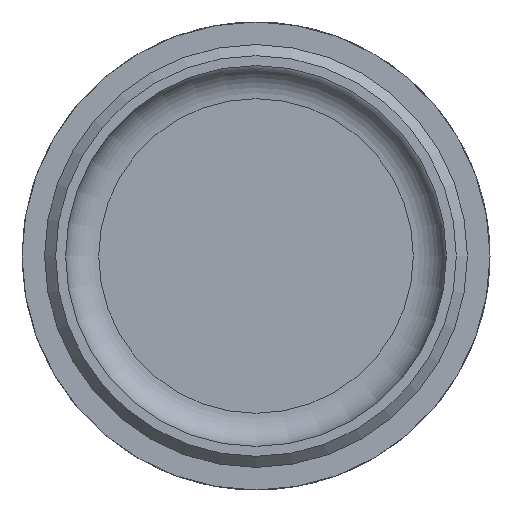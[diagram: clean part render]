
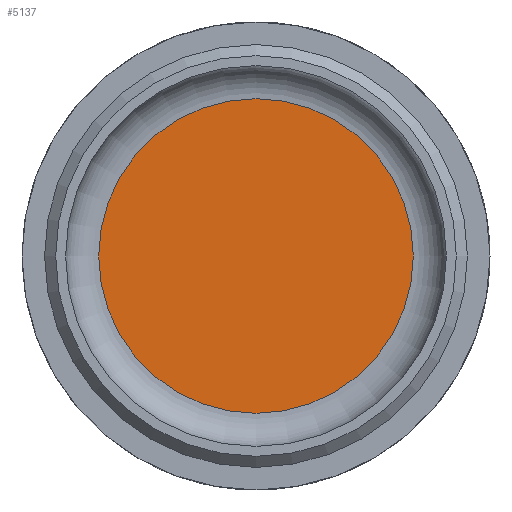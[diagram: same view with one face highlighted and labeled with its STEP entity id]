
A CAD part, front view. The second image highlights one B-rep face of the part: STEP entity #5137.
In plain terms, the highlighted planar face has unit normal (0, -1, 0).
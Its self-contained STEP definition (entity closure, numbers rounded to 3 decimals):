
#1448 = CARTESIAN_POINT ( 'NONE',  ( 21.2, 0., 0. ) ) ;
#1777 = ORIENTED_EDGE ( 'NONE', *, *, #9743, .T. ) ;
#3894 = CIRCLE ( 'NONE', #4396, 14.25 ) ;
#4396 = AXIS2_PLACEMENT_3D ( 'NONE', #16198, #11799, #13412 ) ;
#5137 = ADVANCED_FACE ( 'NONE', ( #5773 ), #17196, .T. ) ;
#5299 = CARTESIAN_POINT ( 'NONE',  ( 14.25, 0., 0. ) ) ;
#5714 = VERTEX_POINT ( 'NONE', #5299 ) ;
#5773 = FACE_OUTER_BOUND ( 'NONE', #7281, .T. ) ;
#7281 = EDGE_LOOP ( 'NONE', ( #1777 ) ) ;
#9743 = EDGE_CURVE ( 'NONE', #5714, #5714, #3894, .T. ) ;
#10242 = AXIS2_PLACEMENT_3D ( 'NONE', #1448, #17692, #16175 ) ;
#11799 = DIRECTION ( 'NONE',  ( 0., -1., 0. ) ) ;
#13412 = DIRECTION ( 'NONE',  ( 1., 0., 0. ) ) ;
#16175 = DIRECTION ( 'NONE',  ( 1., 0., 0. ) ) ;
#16198 = CARTESIAN_POINT ( 'NONE',  ( 0., 0., 0. ) ) ;
#17196 = PLANE ( 'NONE',  #10242 ) ;
#17692 = DIRECTION ( 'NONE',  ( 0., -1., 0. ) ) ;
